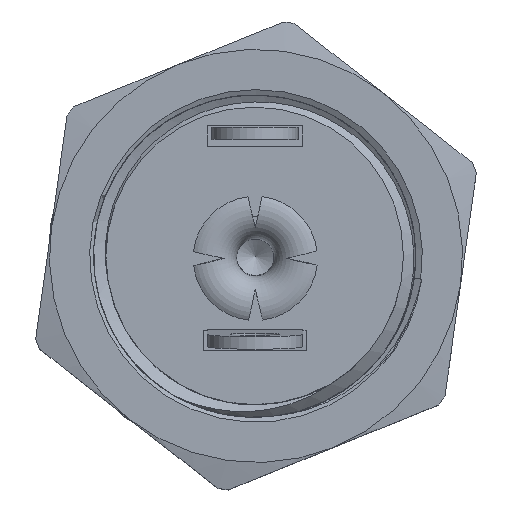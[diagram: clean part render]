
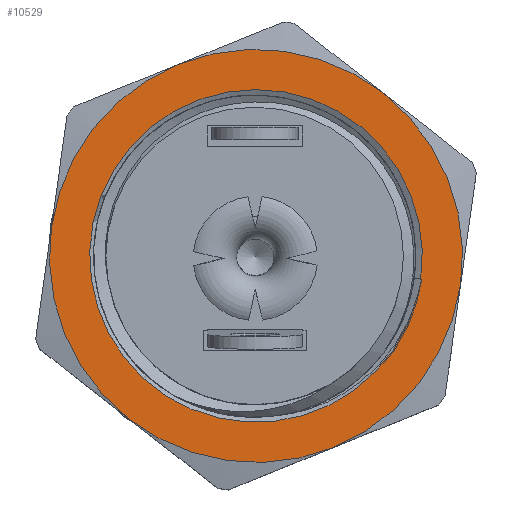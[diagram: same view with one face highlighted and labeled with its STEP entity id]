
A CAD part, top view. The second image highlights one B-rep face of the part: STEP entity #10529.
In plain terms, the highlighted planar face has unit normal (0, 0, 1).
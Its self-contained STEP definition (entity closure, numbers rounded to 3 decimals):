
#9888 = VERTEX_POINT('',#9889);
#9889 = CARTESIAN_POINT('',(3.889,-2.587,
    -7.634));
#9926 = EDGE_CURVE('',#9927,#9888,#9929,.T.);
#9927 = VERTEX_POINT('',#9928);
#9928 = CARTESIAN_POINT('',(3.986,-2.11,
    -7.634));
#9929 = CIRCLE('',#9930,4.025);
#9930 = AXIS2_PLACEMENT_3D('',#9931,#9932,#9933);
#9931 = CARTESIAN_POINT('',(0.,-1.55,
    -7.634));
#9932 = DIRECTION('',(0.,0.,1.));
#9933 = DIRECTION('',(-0.139,-0.99,
    0.));
#10502 = VERTEX_POINT('',#10503);
#10503 = CARTESIAN_POINT('',(4.011,-2.114,
    -7.634));
#10519 = EDGE_CURVE('',#9927,#10502,#10520,.T.);
#10520 = LINE('',#10521,#10522);
#10521 = CARTESIAN_POINT('',(1.791,-1.802,
    -7.634));
#10522 = VECTOR('',#10523,1.);
#10523 = DIRECTION('',(0.99,-0.139,0.
    ));
#10529 = ADVANCED_FACE('',(#10530,#10557),#10613,.F.);
#10530 = FACE_BOUND('',#10531,.T.);
#10531 = EDGE_LOOP('',(#10532,#10533,#10556));
#10532 = ORIENTED_EDGE('',*,*,#10519,.T.);
#10533 = ORIENTED_EDGE('',*,*,#10534,.T.);
#10534 = EDGE_CURVE('',#10502,#9888,#10535,.T.);
#10535 = B_SPLINE_CURVE_WITH_KNOTS('',3,(#10536,#10537,#10538,#10539,
    #10540,#10541,#10542,#10543,#10544,#10545,#10546,#10547,#10548,
    #10549,#10550,#10551,#10552,#10553,#10554,#10555),.UNSPECIFIED.,.F.,
  .F.,(4,2,2,2,2,2,2,2,2,4),(0.,0.156,0.31,
    0.46,0.607,0.752,0.893,
    1.031,1.105,1.178),.UNSPECIFIED.);
#10536 = CARTESIAN_POINT('',(4.011,-2.114,
    -7.634));
#10537 = CARTESIAN_POINT('',(3.912,-2.626,
    -7.634));
#10538 = CARTESIAN_POINT('',(3.715,-3.114,
    -7.634));
#10539 = CARTESIAN_POINT('',(3.149,-3.978,
    -7.634));
#10540 = CARTESIAN_POINT('',(2.789,-4.347,
    -7.634));
#10541 = CARTESIAN_POINT('',(1.955,-4.919,
    -7.634));
#10542 = CARTESIAN_POINT('',(1.491,-5.12,
    -7.634));
#10543 = CARTESIAN_POINT('',(0.522,-5.328,
    -7.634));
#10544 = CARTESIAN_POINT('',(0.028,-5.338,
    -7.634));
#10545 = CARTESIAN_POINT('',(-0.927,-5.166,
    -7.634));
#10546 = CARTESIAN_POINT('',(-1.378,-4.991,
    -7.634));
#10547 = CARTESIAN_POINT('',(-2.178,-4.481,
    -7.634));
#10548 = CARTESIAN_POINT('',(-2.522,-4.155,
    -7.634));
#10549 = CARTESIAN_POINT('',(-3.057,-3.397,
    -7.634));
#10550 = CARTESIAN_POINT('',(-3.246,-2.975,
    -7.634));
#10551 = CARTESIAN_POINT('',(-3.403,-2.288,
    -7.634));
#10552 = CARTESIAN_POINT('',(-3.432,-2.044,
    -7.634));
#10553 = CARTESIAN_POINT('',(-3.438,-1.556,
    -7.634));
#10554 = CARTESIAN_POINT('',(-3.416,-1.314,
    -7.634));
#10555 = CARTESIAN_POINT('',(-3.367,-1.077,
    -7.634));
#10556 = ORIENTED_EDGE('',*,*,#9926,.F.);
#10557 = FACE_BOUND('',#10558,.T.);
#10558 = EDGE_LOOP('',(#10559,#10570,#10579,#10588,#10597,#10606));
#10559 = ORIENTED_EDGE('',*,*,#10560,.F.);
#10560 = EDGE_CURVE('',#10561,#10563,#10565,.T.);
#10561 = VERTEX_POINT('',#10562);
#10562 = CARTESIAN_POINT('',(4.951,-2.246,
    -7.634));
#10563 = VERTEX_POINT('',#10564);
#10564 = CARTESIAN_POINT('',(1.873,-6.186,
    -7.634));
#10565 = CIRCLE('',#10566,5.);
#10566 = AXIS2_PLACEMENT_3D('',#10567,#10568,#10569);
#10567 = CARTESIAN_POINT('',(0.,-1.55,
    -7.634));
#10568 = DIRECTION('',(0.,0.,-1.));
#10569 = DIRECTION('',(-0.139,-0.99,
    0.));
#10570 = ORIENTED_EDGE('',*,*,#10571,.F.);
#10571 = EDGE_CURVE('',#10572,#10561,#10574,.T.);
#10572 = VERTEX_POINT('',#10573);
#10573 = CARTESIAN_POINT('',(3.078,2.39,
    -7.634));
#10574 = CIRCLE('',#10575,5.);
#10575 = AXIS2_PLACEMENT_3D('',#10576,#10577,#10578);
#10576 = CARTESIAN_POINT('',(0.,-1.55,
    -7.634));
#10577 = DIRECTION('',(0.,0.,-1.));
#10578 = DIRECTION('',(-0.139,-0.99,
    0.));
#10579 = ORIENTED_EDGE('',*,*,#10580,.F.);
#10580 = EDGE_CURVE('',#10581,#10572,#10583,.T.);
#10581 = VERTEX_POINT('',#10582);
#10582 = CARTESIAN_POINT('',(-1.873,3.086,
    -7.634));
#10583 = CIRCLE('',#10584,5.);
#10584 = AXIS2_PLACEMENT_3D('',#10585,#10586,#10587);
#10585 = CARTESIAN_POINT('',(0.,-1.55,
    -7.634));
#10586 = DIRECTION('',(0.,0.,-1.));
#10587 = DIRECTION('',(-0.139,-0.99,
    0.));
#10588 = ORIENTED_EDGE('',*,*,#10589,.F.);
#10589 = EDGE_CURVE('',#10590,#10581,#10592,.T.);
#10590 = VERTEX_POINT('',#10591);
#10591 = CARTESIAN_POINT('',(-4.951,-0.854,
    -7.634));
#10592 = CIRCLE('',#10593,5.);
#10593 = AXIS2_PLACEMENT_3D('',#10594,#10595,#10596);
#10594 = CARTESIAN_POINT('',(0.,-1.55,
    -7.634));
#10595 = DIRECTION('',(0.,0.,-1.));
#10596 = DIRECTION('',(-0.139,-0.99,
    0.));
#10597 = ORIENTED_EDGE('',*,*,#10598,.F.);
#10598 = EDGE_CURVE('',#10599,#10590,#10601,.T.);
#10599 = VERTEX_POINT('',#10600);
#10600 = CARTESIAN_POINT('',(-3.078,-5.49,
    -7.634));
#10601 = CIRCLE('',#10602,5.);
#10602 = AXIS2_PLACEMENT_3D('',#10603,#10604,#10605);
#10603 = CARTESIAN_POINT('',(0.,-1.55,
    -7.634));
#10604 = DIRECTION('',(0.,0.,-1.));
#10605 = DIRECTION('',(-0.139,-0.99,
    0.));
#10606 = ORIENTED_EDGE('',*,*,#10607,.F.);
#10607 = EDGE_CURVE('',#10563,#10599,#10608,.T.);
#10608 = CIRCLE('',#10609,5.);
#10609 = AXIS2_PLACEMENT_3D('',#10610,#10611,#10612);
#10610 = CARTESIAN_POINT('',(0.,-1.55,
    -7.634));
#10611 = DIRECTION('',(0.,0.,-1.));
#10612 = DIRECTION('',(-0.139,-0.99,
    0.));
#10613 = PLANE('',#10614);
#10614 = AXIS2_PLACEMENT_3D('',#10615,#10616,#10617);
#10615 = CARTESIAN_POINT('',(0.,-1.55,
    -7.634));
#10616 = DIRECTION('',(0.,0.,-1.));
#10617 = DIRECTION('',(0.139,0.99,0.)
  );
